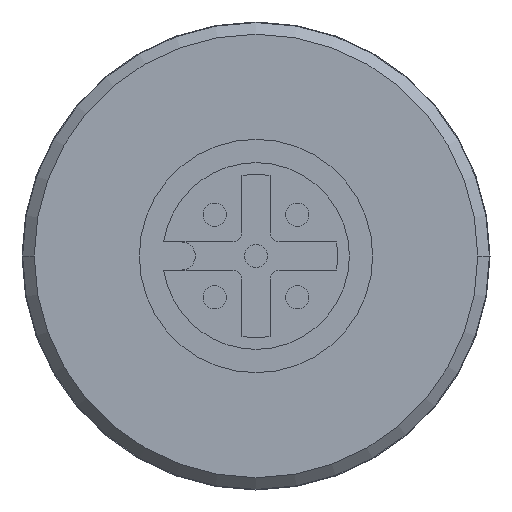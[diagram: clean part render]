
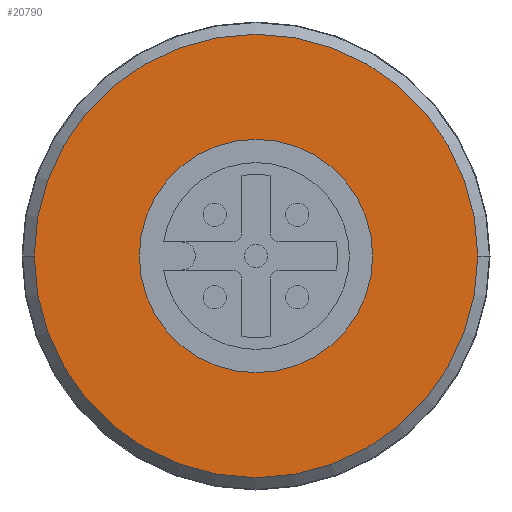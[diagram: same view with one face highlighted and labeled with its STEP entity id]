
A CAD part, front view. The second image highlights one B-rep face of the part: STEP entity #20790.
In plain terms, the highlighted planar face has unit normal (0, -1, 0).
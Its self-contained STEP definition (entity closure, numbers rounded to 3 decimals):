
#1550=CARTESIAN_POINT('',(9.5,-14.8,
0.));
#1560=VERTEX_POINT('',#1550);
#1590=CARTESIAN_POINT('',(0.,-14.8,0.));
#1600=DIRECTION('',(0.,1.,0.));
#1610=DIRECTION('',(0.,0.,1.));
#1620=AXIS2_PLACEMENT_3D('',#1590,#1600,#1610);
#1630=CIRCLE('',#1620,9.5);
#1640=CARTESIAN_POINT('',(0.,-14.8,9.5));
#1650=VERTEX_POINT('',#1640);
#1660=EDGE_CURVE('',#1650,#1560,#1630,.T.);
#1680=CARTESIAN_POINT('',(-9.5,-14.8,
0.));
#1690=VERTEX_POINT('',#1680);
#1700=EDGE_CURVE('',#1690,#1650,#1630,.T.);
#1940=CARTESIAN_POINT('',(0.,-14.8,5.));
#1950=VERTEX_POINT('',#1940);
#2000=CARTESIAN_POINT('',(0.,-14.8,0.));
#2010=DIRECTION('',(0.,1.,0.));
#2020=DIRECTION('',(0.,0.,1.));
#2030=AXIS2_PLACEMENT_3D('',#2000,#2010,#2020);
#2040=CIRCLE('',#2030,5.);
#2050=CARTESIAN_POINT('',(0.,-14.8,-5.))
;
#2060=VERTEX_POINT('',#2050);
#2070=EDGE_CURVE('',#1950,#2060,#2040,.T.);
#20630=CARTESIAN_POINT('',(0.,-14.8,7.25));
#20640=DIRECTION('',(0.,-1.,0.));
#20650=DIRECTION('',(0.,0.,-1.));
#20660=AXIS2_PLACEMENT_3D('',#20630,#20640,#20650);
#20670=PLANE('',#20660);
#20680=ORIENTED_EDGE('',*,*,#1660,.F.);
#20690=EDGE_CURVE('',#1560,#1690,#1630,.T.);
#20700=ORIENTED_EDGE('',*,*,#20690,.F.);
#20710=ORIENTED_EDGE('',*,*,#1700,.F.);
#20720=EDGE_LOOP('',(#20710,#20700,#20680));
#20730=FACE_OUTER_BOUND('',#20720,.T.);
#20740=EDGE_CURVE('',#2060,#1950,#2040,.T.);
#20750=ORIENTED_EDGE('',*,*,#20740,.T.);
#20760=ORIENTED_EDGE('',*,*,#2070,.T.);
#20770=EDGE_LOOP('',(#20760,#20750));
#20780=FACE_BOUND('',#20770,.T.);
#20790=ADVANCED_FACE('',(#20730,#20780),#20670,.T.);
